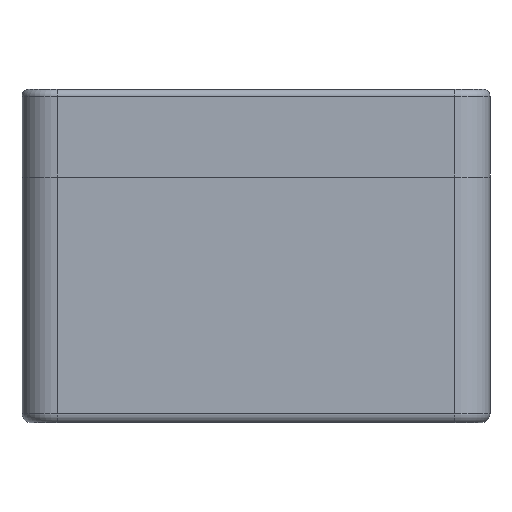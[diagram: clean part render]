
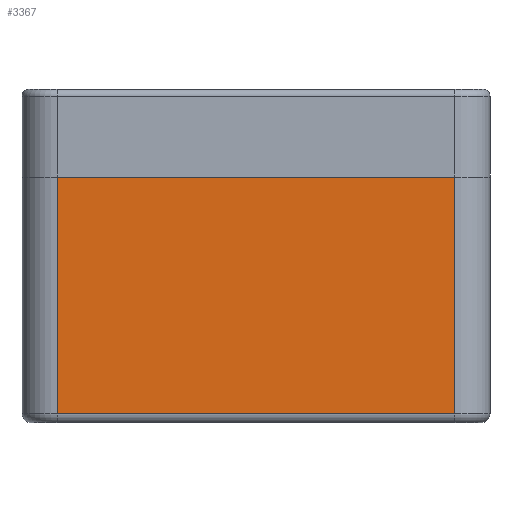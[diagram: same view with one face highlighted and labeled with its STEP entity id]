
A CAD part, left-side view. The second image highlights one B-rep face of the part: STEP entity #3367.
In plain terms, the highlighted planar face has unit normal (-1, 0, 0).
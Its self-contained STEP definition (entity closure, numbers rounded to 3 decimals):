
#261=DIRECTION('',(0.,1.,0.));
#262=VECTOR('',#261,68.);
#263=CARTESIAN_POINT('',(-87.5,-34.,0.));
#264=LINE('',#263,#262);
#872=DIRECTION('',(0.,1.,0.));
#873=VECTOR('',#872,68.);
#874=CARTESIAN_POINT('',(-87.5,-34.,-40.5));
#875=LINE('',#874,#873);
#887=DIRECTION('',(0.,0.,1.));
#888=VECTOR('',#887,40.5);
#889=CARTESIAN_POINT('',(-87.5,34.,-40.5));
#890=LINE('',#889,#888);
#894=DIRECTION('',(0.,0.,1.));
#895=VECTOR('',#894,40.5);
#896=CARTESIAN_POINT('',(-87.5,-34.,-40.5));
#897=LINE('',#896,#895);
#2540=CARTESIAN_POINT('',(-87.5,-34.,0.));
#2541=CARTESIAN_POINT('',(-87.5,34.,0.));
#2542=VERTEX_POINT('',#2540);
#2543=VERTEX_POINT('',#2541);
#2622=CARTESIAN_POINT('',(-87.5,-34.,-40.5));
#2623=VERTEX_POINT('',#2622);
#2626=CARTESIAN_POINT('',(-87.5,34.,-40.5));
#2627=VERTEX_POINT('',#2626);
#3355=CARTESIAN_POINT('',(-87.5,34.,0.));
#3356=DIRECTION('',(-1.,0.,0.));
#3357=DIRECTION('',(0.,-1.,0.));
#3358=AXIS2_PLACEMENT_3D('',#3355,#3356,#3357);
#3359=PLANE('',#3358);
#3360=ORIENTED_EDGE('',*,*,#3349,.T.);
#3361=ORIENTED_EDGE('',*,*,#3052,.T.);
#3362=ORIENTED_EDGE('',*,*,#2963,.F.);
#3364=ORIENTED_EDGE('',*,*,#3363,.F.);
#3365=EDGE_LOOP('',(#3360,#3361,#3362,#3364));
#3366=FACE_OUTER_BOUND('',#3365,.F.);
#3367=ADVANCED_FACE('',(#3366),#3359,.T.);
#2963=EDGE_CURVE('',#2542,#2543,#264,.T.);
#3052=EDGE_CURVE('',#2627,#2543,#890,.T.);
#3349=EDGE_CURVE('',#2623,#2627,#875,.T.);
#3363=EDGE_CURVE('',#2623,#2542,#897,.T.);
